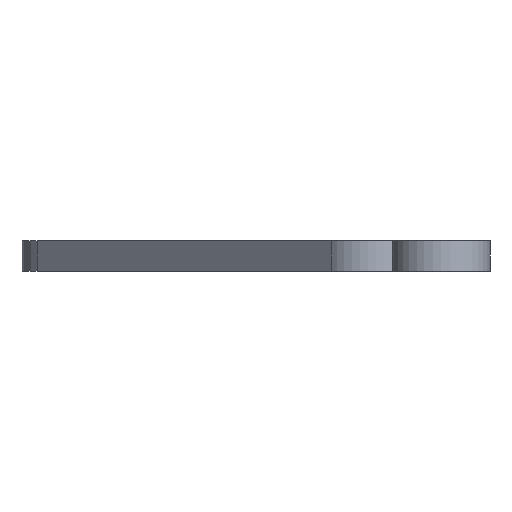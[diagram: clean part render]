
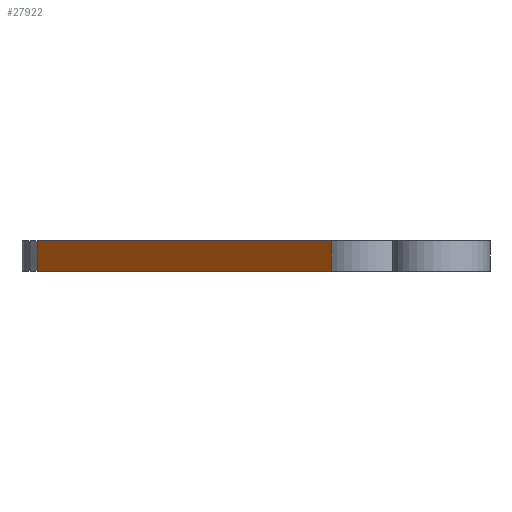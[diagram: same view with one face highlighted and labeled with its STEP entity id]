
A CAD part, left-side view. The second image highlights one B-rep face of the part: STEP entity #27922.
In plain terms, the highlighted planar face has unit normal (-0.707, 0.707, 0).
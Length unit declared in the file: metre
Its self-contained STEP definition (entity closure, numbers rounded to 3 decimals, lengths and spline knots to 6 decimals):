
#41=PLANE('',#29350);
#1473=ORIENTED_EDGE('',*,*,#9829,.T.);
#1474=ORIENTED_EDGE('',*,*,#9815,.F.);
#1475=ORIENTED_EDGE('',*,*,#9830,.F.);
#1476=ORIENTED_EDGE('',*,*,#9831,.T.);
#9815=EDGE_CURVE('',#13993,#13994,#16778,.T.);
#9829=EDGE_CURVE('',#14007,#13994,#16789,.T.);
#9830=EDGE_CURVE('',#14008,#13993,#16790,.T.);
#9831=EDGE_CURVE('',#14008,#14007,#16791,.T.);
#13993=VERTEX_POINT('',#37762);
#13994=VERTEX_POINT('',#37764);
#14007=VERTEX_POINT('',#37795);
#14008=VERTEX_POINT('',#37797);
#16778=LINE('',#37763,#20915);
#16789=LINE('',#37794,#20926);
#16790=LINE('',#37796,#20927);
#16791=LINE('',#37798,#20928);
#20915=VECTOR('',#30774,1.);
#20926=VECTOR('',#30799,1.);
#20927=VECTOR('',#30800,1.);
#20928=VECTOR('',#30801,1.);
#25055=EDGE_LOOP('',(#1473,#1474,#1475,#1476));
#26485=FACE_BOUND('',#25055,.T.);
#27922=ADVANCED_FACE('',(#26485),#41,.F.);
#29350=AXIS2_PLACEMENT_3D('',#37793,#30797,#30798);
#30774=DIRECTION('',(0.,0.,-1.));
#30797=DIRECTION('',(0.707,-0.707,0.));
#30798=DIRECTION('',(0.707,0.707,0.));
#30799=DIRECTION('',(-0.707,-0.707,0.));
#30800=DIRECTION('',(-0.707,-0.707,0.));
#30801=DIRECTION('',(0.,0.,-1.));
#37762=CARTESIAN_POINT('',(-0.030168,-0.012349,0.005));
#37763=CARTESIAN_POINT('',(-0.030168,-0.012349,0.005));
#37764=CARTESIAN_POINT('',(-0.030168,-0.012349,0.));
#37793=CARTESIAN_POINT('',(-0.00641,0.01141,0.005));
#37794=CARTESIAN_POINT('',(-0.00641,0.01141,0.));
#37795=CARTESIAN_POINT('',(0.017349,0.035168,0.));
#37796=CARTESIAN_POINT('',(-0.00641,0.01141,0.005));
#37797=CARTESIAN_POINT('',(0.017349,0.035168,0.005));
#37798=CARTESIAN_POINT('',(0.017349,0.035168,0.005));
